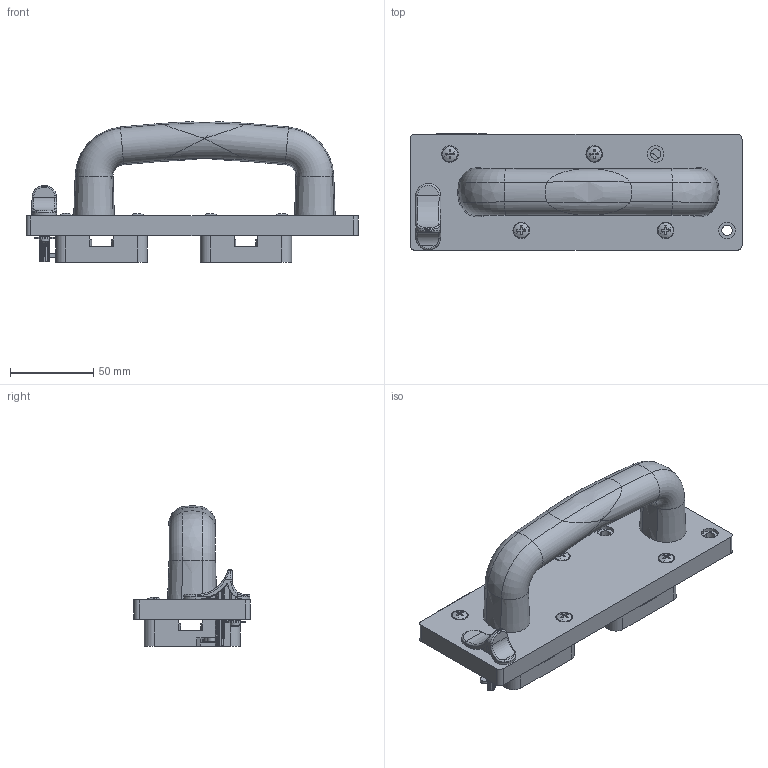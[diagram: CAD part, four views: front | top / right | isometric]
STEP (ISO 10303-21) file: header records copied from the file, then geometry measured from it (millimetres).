
FILE_DESCRIPTION((''),'2;1');
FILE_NAME('U8950013_NH_SICHERUNGSAUFSTECKG_ASM','2022-07-01T11:00:20',('klemen.sitar'),('Audax d.o.o.'),'CREO PARAMETRIC BY PTC INC, 2021304','CREO PARAMETRIC BY PTC INC, 2021304','');
FILE_SCHEMA(('AP242_MANAGED_MODEL_BASED_3D_ENGINEERING_MIM_LF { 1 0 10303 442 1 1 4 }'));
Length unit declared in the file: millimetre
Products named in the file (16): 43254_GRIFFPLATTE; 65533_SENKSCHRAUBE_M8X20; 30020_BEFESTIGUNGSELEMENT; 50235_SICHERUNGSHALTELASCHE; 68204_PLASTITE-PT-SCHRAUBE_3_5X; 80737_SICHERUNGSHALTERUNG_ASM; 50270_RASTIERHEBEL_F_X2_00FC_X0; 75058_B_X2_00FC_X0_GELFEDER; 80738_SICHERUNGSHALTERUNG_ASM; 67358_HILO-DURO-PT-SCHRAUBE_5_8; 34134_BET_X2_00E4_X0_TIGER; 66641_SCHEIBE_DIN_9021; 68332_SFS_REMFORM_3_0X10; 13298_001_HINWEISSCHILD_30X12; 30036_HANDGRIFF; U8950013_NH_SICHERUNGSAUFSTECKG_ASM
Assembly tree (30 placements, depth 3):
  U8950013_NH_SICHERUNGSAUFSTECKG_ASM
    43254_GRIFFPLATTE
    65533_SENKSCHRAUBE_M8X20  x2
    80737_SICHERUNGSHALTERUNG_ASM
      30020_BEFESTIGUNGSELEMENT
      50235_SICHERUNGSHALTELASCHE
      68204_PLASTITE-PT-SCHRAUBE_3_5X  x4
    80738_SICHERUNGSHALTERUNG_ASM
      30020_BEFESTIGUNGSELEMENT
      50270_RASTIERHEBEL_F_X2_00FC_X0
      75058_B_X2_00FC_X0_GELFEDER  x3
      50235_SICHERUNGSHALTELASCHE
      68204_PLASTITE-PT-SCHRAUBE_3_5X  x4
    67358_HILO-DURO-PT-SCHRAUBE_5_8  x4
    34134_BET_X2_00E4_X0_TIGER
    66641_SCHEIBE_DIN_9021
    68332_SFS_REMFORM_3_0X10
    13298_001_HINWEISSCHILD_30X12
    30036_HANDGRIFF
Bounding box: 200 x 70.25 x 84.69 mm (x, y, z)
Volume: 341936.1 mm3; surface area: 97733.7 mm2
Topology: 28 solids, 28 shells, 1154 faces, 2968 edges, 1877 vertices
Faces by surface type: plane 463, cylinder 363, cone 168, bspline 98, torus 46, sphere 16
Entity records: 42414 total; most frequent: CARTESIAN_POINT 14356, DIRECTION 3442, ORIENTED_EDGE 3430, PRESENTATION_STYLE_ASSIGNMENT 2427, STYLED_ITEM 2427, CURVE_STYLE 1732, EDGE_CURVE 1715, AXIS2_PLACEMENT_3D 1361
